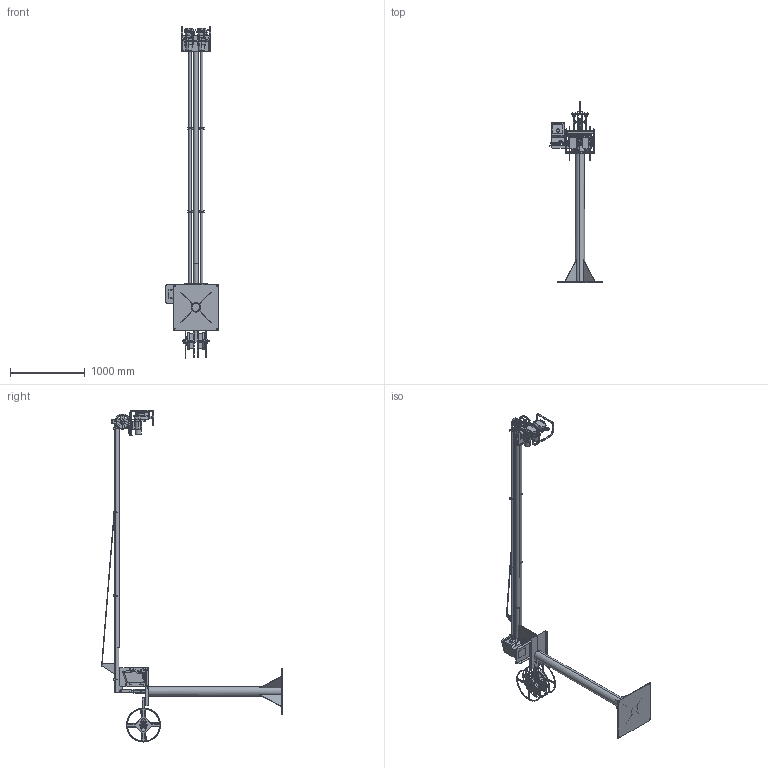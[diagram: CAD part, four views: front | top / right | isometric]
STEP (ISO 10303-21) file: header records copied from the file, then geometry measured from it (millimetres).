
FILE_DESCRIPTION (( 'STEP AP203' ), '1' );
FILE_NAME ('BOOM 12.STEP', '2006-10-25T18:04:04', ( ' ' ), ( '' ), 'SwSTEP 2.0', 'SolidWorks 2006052', '' );
FILE_SCHEMA (( 'CONFIG_CONTROL_DESIGN' ));
Length unit declared in the file: inch
Products named in the file (29): pulley; plate_mounting; rear_panel; extrusion_clamp; cover; reel_sleeve; reel_part_2; u_bolt; BOOM 12; base_6_foot; pivot_plate; boom_12_foot; welder_plate; guard__motor_protector; small_controller; hood_small; face_small; wire_feed_motor_rotated; extrusion_base; motor; hinge; tubing_support_reel; shaft_boom; boom_stop; reel_assy; wing_nut; reel_part_1; connector_shaft; bracket_tilt
Assembly tree (38 placements, depth 3):
  BOOM 12
    u_bolt  x8
    boom_12_foot
    reel_assy  x2
      reel_part_2
      reel_sleeve
      wing_nut
      reel_part_1
    wire_feed_motor_rotated  x2
      extrusion_clamp
      hinge
      motor
      extrusion_base
      cover
    pulley  x2
    tubing_support_reel
    boom_stop
    guard__motor_protector
    small_controller
      face_small
      hood_small
      plate_mounting
      rear_panel
    shaft_boom
    base_6_foot
    bracket_tilt
    connector_shaft
    pivot_plate
    welder_plate
Bounding box: 713.74 x 2417.53 x 4435.67 mm (x, y, z)
Volume: 26592005 mm3; surface area: 9342421.8 mm2
Topology: 55 solids, 59 shells, 4308 faces, 11554 edges, 7455 vertices
Faces by surface type: plane 2292, cylinder 1538, bspline 384, cone 94
Entity records: 88756 total; most frequent: CARTESIAN_POINT 23061, ORIENTED_EDGE 13134, DIRECTION 12933, EDGE_CURVE 6567, AXIS2_PLACEMENT_3D 4377, VERTEX_POINT 4245, VECTOR 4179, LINE 4179
